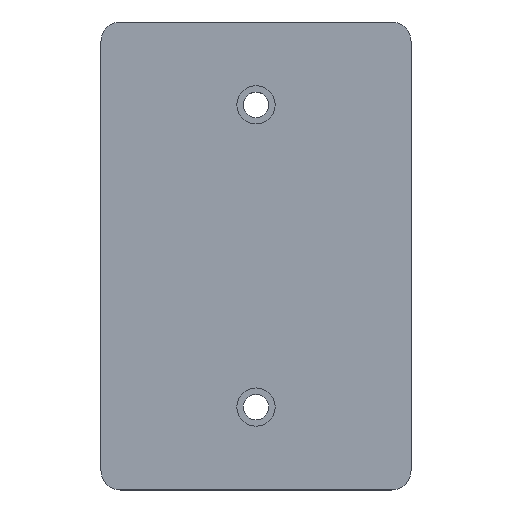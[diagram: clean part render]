
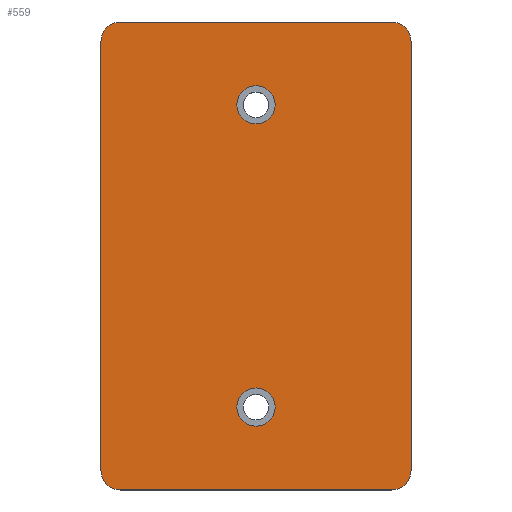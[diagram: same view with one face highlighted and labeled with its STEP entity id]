
A CAD part, top view. The second image highlights one B-rep face of the part: STEP entity #559.
In plain terms, the highlighted planar face has unit normal (0, 0, 1).
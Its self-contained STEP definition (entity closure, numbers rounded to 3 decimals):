
#6 = AXIS2_PLACEMENT_3D ( 'NONE', #356, #89, #344 ) ;
#7 = LINE ( 'NONE', #173, #342 ) ;
#21 = ORIENTED_EDGE ( 'NONE', *, *, #286, .F. ) ;
#24 = CARTESIAN_POINT ( 'NONE',  ( 34.75, -55., 7.4 ) ) ;
#26 = EDGE_LOOP ( 'NONE', ( #69, #86, #80, #599, #608, #591, #428, #288 ) ) ;
#27 = ORIENTED_EDGE ( 'NONE', *, *, #364, .F. ) ;
#33 = EDGE_CURVE ( 'NONE', #231, #167, #467, .T. ) ;
#40 = AXIS2_PLACEMENT_3D ( 'NONE', #198, #509, #676 ) ;
#46 = AXIS2_PLACEMENT_3D ( 'NONE', #24, #164, #337 ) ;
#55 = LINE ( 'NONE', #307, #263 ) ;
#65 = EDGE_LOOP ( 'NONE', ( #477, #589 ) ) ;
#69 = ORIENTED_EDGE ( 'NONE', *, *, #530, .T. ) ;
#80 = ORIENTED_EDGE ( 'NONE', *, *, #33, .T. ) ;
#81 = VERTEX_POINT ( 'NONE', #528 ) ;
#82 = CIRCLE ( 'NONE', #165, 4.9 ) ;
#84 = VERTEX_POINT ( 'NONE', #632 ) ;
#86 = ORIENTED_EDGE ( 'NONE', *, *, #680, .T. ) ;
#89 = DIRECTION ( 'NONE',  ( 0., 0., 1. ) ) ;
#95 = CARTESIAN_POINT ( 'NONE',  ( 0., 0., 7.4 ) ) ;
#100 = CARTESIAN_POINT ( 'NONE',  ( 34.75, -60., 7.4 ) ) ;
#102 = CARTESIAN_POINT ( 'NONE',  ( -34.75, 60., 7.4 ) ) ;
#105 = DIRECTION ( 'NONE',  ( 0., 0., 1. ) ) ;
#108 = AXIS2_PLACEMENT_3D ( 'NONE', #612, #558, #243 ) ;
#129 = CIRCLE ( 'NONE', #40, 4.9 ) ;
#133 = VECTOR ( 'NONE', #311, 1000. ) ;
#134 = VERTEX_POINT ( 'NONE', #102 ) ;
#145 = DIRECTION ( 'NONE',  ( 1., 0., 0. ) ) ;
#161 = CIRCLE ( 'NONE', #46, 5. ) ;
#164 = DIRECTION ( 'NONE',  ( 0., 0., 1. ) ) ;
#165 = AXIS2_PLACEMENT_3D ( 'NONE', #449, #238, #673 ) ;
#167 = VERTEX_POINT ( 'NONE', #479 ) ;
#171 = VERTEX_POINT ( 'NONE', #209 ) ;
#173 = CARTESIAN_POINT ( 'NONE',  ( -39.75, 60., 7.4 ) ) ;
#198 = CARTESIAN_POINT ( 'NONE',  ( 0., 38.75, 7.4 ) ) ;
#204 = PLANE ( 'NONE',  #546 ) ;
#209 = CARTESIAN_POINT ( 'NONE',  ( 34.75, 60., 7.4 ) ) ;
#212 = DIRECTION ( 'NONE',  ( 0., 0., 1. ) ) ;
#215 = EDGE_LOOP ( 'NONE', ( #27, #21 ) ) ;
#224 = CARTESIAN_POINT ( 'NONE',  ( 39.75, -55., 7.4 ) ) ;
#231 = VERTEX_POINT ( 'NONE', #224 ) ;
#238 = DIRECTION ( 'NONE',  ( 0., 0., 1. ) ) ;
#243 = DIRECTION ( 'NONE',  ( 1., 0., 0. ) ) ;
#249 = DIRECTION ( 'NONE',  ( 1., 0., 0. ) ) ;
#253 = EDGE_CURVE ( 'NONE', #662, #84, #7, .T. ) ;
#259 = EDGE_CURVE ( 'NONE', #167, #171, #527, .T. ) ;
#260 = CARTESIAN_POINT ( 'NONE',  ( 34.75, 55., 7.4 ) ) ;
#263 = VECTOR ( 'NONE', #683, 1000. ) ;
#275 = CARTESIAN_POINT ( 'NONE',  ( 4.9, 38.75, 7.4 ) ) ;
#278 = CIRCLE ( 'NONE', #6, 5. ) ;
#286 = EDGE_CURVE ( 'NONE', #585, #81, #287, .T. ) ;
#287 = CIRCLE ( 'NONE', #460, 4.9 ) ;
#288 = ORIENTED_EDGE ( 'NONE', *, *, #517, .T. ) ;
#307 = CARTESIAN_POINT ( 'NONE',  ( -39.75, 60., 7.4 ) ) ;
#311 = DIRECTION ( 'NONE',  ( 0., 1., 0. ) ) ;
#313 = EDGE_CURVE ( 'NONE', #611, #595, #82, .T. ) ;
#317 = AXIS2_PLACEMENT_3D ( 'NONE', #260, #212, #631 ) ;
#337 = DIRECTION ( 'NONE',  ( 1., 0., 0. ) ) ;
#342 = VECTOR ( 'NONE', #381, 1000. ) ;
#344 = DIRECTION ( 'NONE',  ( 1., 0., 0. ) ) ;
#356 = CARTESIAN_POINT ( 'NONE',  ( -34.75, 55., 7.4 ) ) ;
#358 = CARTESIAN_POINT ( 'NONE',  ( -39.75, -60., 7.4 ) ) ;
#364 = EDGE_CURVE ( 'NONE', #81, #585, #406, .T. ) ;
#365 = DIRECTION ( 'NONE',  ( 0., 0., 1. ) ) ;
#381 = DIRECTION ( 'NONE',  ( 0., -1., 0. ) ) ;
#385 = CARTESIAN_POINT ( 'NONE',  ( -34.75, -60., 7.4 ) ) ;
#404 = FACE_BOUND ( 'NONE', #215, .T. ) ;
#406 = CIRCLE ( 'NONE', #108, 4.9 ) ;
#414 = DIRECTION ( 'NONE',  ( 0., 0., 1. ) ) ;
#415 = CARTESIAN_POINT ( 'NONE',  ( 39.75, 60., 7.4 ) ) ;
#428 = ORIENTED_EDGE ( 'NONE', *, *, #253, .T. ) ;
#433 = EDGE_CURVE ( 'NONE', #134, #662, #278, .T. ) ;
#449 = CARTESIAN_POINT ( 'NONE',  ( 0., 38.75, 7.4 ) ) ;
#453 = EDGE_CURVE ( 'NONE', #595, #611, #129, .T. ) ;
#460 = AXIS2_PLACEMENT_3D ( 'NONE', #536, #105, #526 ) ;
#466 = CARTESIAN_POINT ( 'NONE',  ( -34.75, -55., 7.4 ) ) ;
#467 = LINE ( 'NONE', #415, #133 ) ;
#477 = ORIENTED_EDGE ( 'NONE', *, *, #453, .F. ) ;
#479 = CARTESIAN_POINT ( 'NONE',  ( 39.75, 55., 7.4 ) ) ;
#485 = VERTEX_POINT ( 'NONE', #100 ) ;
#498 = CARTESIAN_POINT ( 'NONE',  ( -4.9, -38.75, 7.4 ) ) ;
#508 = EDGE_CURVE ( 'NONE', #171, #134, #55, .T. ) ;
#509 = DIRECTION ( 'NONE',  ( 0., 0., 1. ) ) ;
#517 = EDGE_CURVE ( 'NONE', #84, #644, #633, .T. ) ;
#526 = DIRECTION ( 'NONE',  ( 1., 0., 0. ) ) ;
#527 = CIRCLE ( 'NONE', #317, 5. ) ;
#528 = CARTESIAN_POINT ( 'NONE',  ( 4.9, -38.75, 7.4 ) ) ;
#530 = EDGE_CURVE ( 'NONE', #644, #485, #677, .T. ) ;
#534 = CARTESIAN_POINT ( 'NONE',  ( -4.9, 38.75, 7.4 ) ) ;
#536 = CARTESIAN_POINT ( 'NONE',  ( 0., -38.75, 7.4 ) ) ;
#546 = AXIS2_PLACEMENT_3D ( 'NONE', #95, #414, #145 ) ;
#558 = DIRECTION ( 'NONE',  ( 0., 0., 1. ) ) ;
#559 = ADVANCED_FACE ( 'NONE', ( #685, #404, #567 ), #204, .T. ) ;
#567 = FACE_OUTER_BOUND ( 'NONE', #26, .T. ) ;
#576 = AXIS2_PLACEMENT_3D ( 'NONE', #466, #365, #679 ) ;
#585 = VERTEX_POINT ( 'NONE', #498 ) ;
#589 = ORIENTED_EDGE ( 'NONE', *, *, #313, .F. ) ;
#591 = ORIENTED_EDGE ( 'NONE', *, *, #433, .T. ) ;
#595 = VERTEX_POINT ( 'NONE', #275 ) ;
#599 = ORIENTED_EDGE ( 'NONE', *, *, #259, .T. ) ;
#608 = ORIENTED_EDGE ( 'NONE', *, *, #508, .T. ) ;
#611 = VERTEX_POINT ( 'NONE', #534 ) ;
#612 = CARTESIAN_POINT ( 'NONE',  ( 0., -38.75, 7.4 ) ) ;
#631 = DIRECTION ( 'NONE',  ( 1., 0., 0. ) ) ;
#632 = CARTESIAN_POINT ( 'NONE',  ( -39.75, -55., 7.4 ) ) ;
#633 = CIRCLE ( 'NONE', #576, 5. ) ;
#640 = CARTESIAN_POINT ( 'NONE',  ( -39.75, 55., 7.4 ) ) ;
#644 = VERTEX_POINT ( 'NONE', #385 ) ;
#662 = VERTEX_POINT ( 'NONE', #640 ) ;
#673 = DIRECTION ( 'NONE',  ( 1., 0., 0. ) ) ;
#675 = VECTOR ( 'NONE', #249, 1000. ) ;
#676 = DIRECTION ( 'NONE',  ( 1., 0., 0. ) ) ;
#677 = LINE ( 'NONE', #358, #675 ) ;
#679 = DIRECTION ( 'NONE',  ( 1., 0., 0. ) ) ;
#680 = EDGE_CURVE ( 'NONE', #485, #231, #161, .T. ) ;
#683 = DIRECTION ( 'NONE',  ( -1., 0., 0. ) ) ;
#685 = FACE_BOUND ( 'NONE', #65, .T. ) ;
